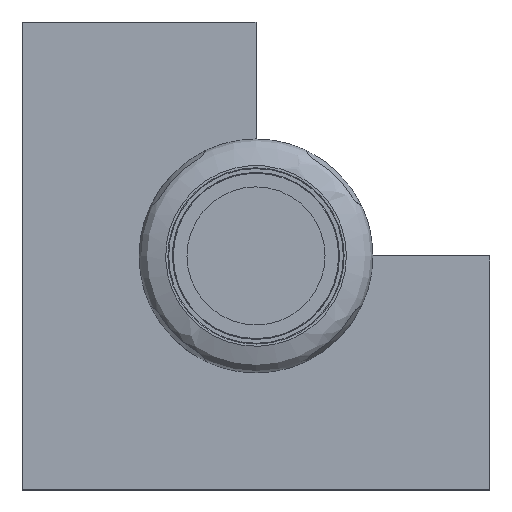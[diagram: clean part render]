
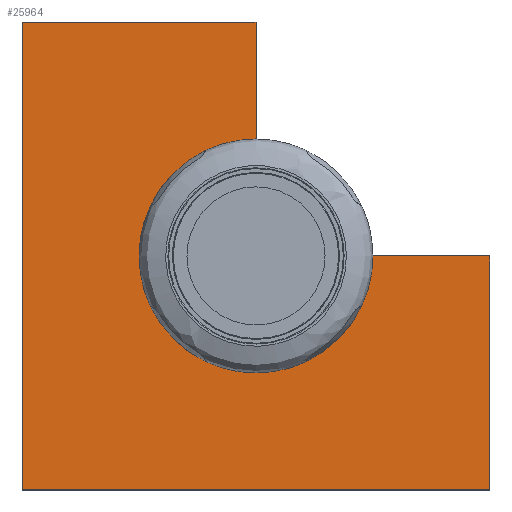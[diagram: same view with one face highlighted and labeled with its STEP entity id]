
A CAD part, top view. The second image highlights one B-rep face of the part: STEP entity #25964.
In plain terms, the highlighted planar face has unit normal (0, 0, 1).
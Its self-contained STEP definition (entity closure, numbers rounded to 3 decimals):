
#1332=CIRCLE('',#27927,110.);
#2425=PLANE('',#27928);
#5431=ORIENTED_EDGE('',*,*,#12838,.T.);
#5432=ORIENTED_EDGE('',*,*,#12840,.T.);
#5433=ORIENTED_EDGE('',*,*,#12831,.T.);
#5434=ORIENTED_EDGE('',*,*,#12841,.T.);
#5435=ORIENTED_EDGE('',*,*,#12842,.T.);
#5436=ORIENTED_EDGE('',*,*,#12843,.T.);
#5437=ORIENTED_EDGE('',*,*,#12844,.T.);
#12831=EDGE_CURVE('',#16662,#16663,#18887,.T.);
#12838=EDGE_CURVE('',#16667,#16669,#18894,.T.);
#12840=EDGE_CURVE('',#16669,#16662,#1332,.T.);
#12841=EDGE_CURVE('',#16663,#16670,#18895,.T.);
#12842=EDGE_CURVE('',#16670,#16671,#18896,.T.);
#12843=EDGE_CURVE('',#16671,#16672,#18897,.T.);
#12844=EDGE_CURVE('',#16672,#16667,#18898,.T.);
#16662=VERTEX_POINT('',#45089);
#16663=VERTEX_POINT('',#45090);
#16667=VERTEX_POINT('',#45099);
#16669=VERTEX_POINT('',#45103);
#16670=VERTEX_POINT('',#45110);
#16671=VERTEX_POINT('',#45112);
#16672=VERTEX_POINT('',#45114);
#18887=LINE('',#45088,#20328);
#18894=LINE('',#45104,#20335);
#18895=LINE('',#45109,#20336);
#18896=LINE('',#45111,#20337);
#18897=LINE('',#45113,#20338);
#18898=LINE('',#45115,#20339);
#20328=VECTOR('',#30786,1000.);
#20335=VECTOR('',#30795,1000.);
#20336=VECTOR('',#30804,1000.);
#20337=VECTOR('',#30805,1000.);
#20338=VECTOR('',#30806,1000.);
#20339=VECTOR('',#30807,1000.);
#21982=EDGE_LOOP('',(#5431,#5432,#5433,#5434,#5435,#5436,#5437));
#23859=FACE_BOUND('',#21982,.T.);
#25964=ADVANCED_FACE('',(#23859),#2425,.T.);
#27927=AXIS2_PLACEMENT_3D('',#45107,#30800,#30801);
#27928=AXIS2_PLACEMENT_3D('',#45108,#30802,#30803);
#30786=DIRECTION('',(0.,1.,0.));
#30795=DIRECTION('',(-1.,0.,0.));
#30800=DIRECTION('',(0.,0.,-1.));
#30801=DIRECTION('',(-1.,0.,0.));
#30802=DIRECTION('',(0.,0.,1.));
#30803=DIRECTION('',(1.,0.,0.));
#30804=DIRECTION('',(-1.,0.,0.));
#30805=DIRECTION('',(0.,-1.,0.));
#30806=DIRECTION('',(1.,0.,0.));
#30807=DIRECTION('',(0.,1.,0.));
#45088=CARTESIAN_POINT('',(0.,205.,-33.));
#45089=CARTESIAN_POINT('',(0.,110.,-33.));
#45090=CARTESIAN_POINT('',(0.,300.,-33.));
#45099=CARTESIAN_POINT('',(300.,0.,-33.));
#45103=CARTESIAN_POINT('',(110.,0.,-33.));
#45104=CARTESIAN_POINT('',(205.,0.,-33.));
#45107=CARTESIAN_POINT('',(0.,0.,-33.));
#45108=CARTESIAN_POINT('',(300.,300.,-33.));
#45109=CARTESIAN_POINT('',(-150.,300.,-33.));
#45110=CARTESIAN_POINT('',(-300.,300.,-33.));
#45111=CARTESIAN_POINT('',(-300.,0.,-33.));
#45112=CARTESIAN_POINT('',(-300.,-300.,-33.));
#45113=CARTESIAN_POINT('',(0.,-300.,-33.));
#45114=CARTESIAN_POINT('',(300.,-300.,-33.));
#45115=CARTESIAN_POINT('',(300.,-150.,-33.));
